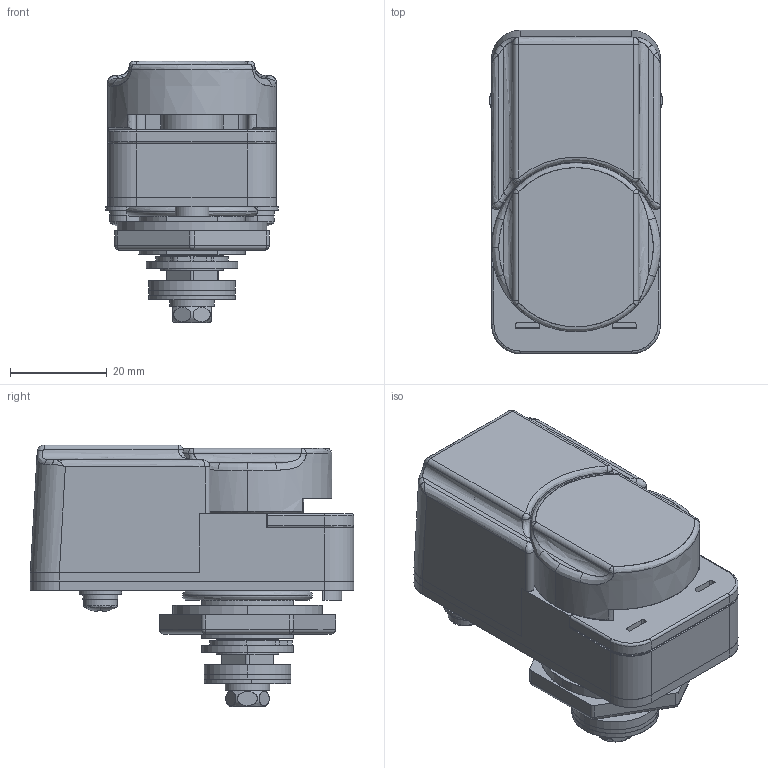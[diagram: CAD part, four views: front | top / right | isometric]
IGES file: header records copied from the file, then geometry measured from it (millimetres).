
Start section: SolidWorks IGES file using analytic representation for surfaces
Global section: file name: A-372-FS-3.IGS; native system: SolidWorks 2014; preprocessor: SolidWorks 2014; author: 1337yo; date: 170821.163923; units: millimetre
Bounding box: 35.8 x 67 x 54.3 mm (x, y, z)
Surface area: 37963.1 mm2 (no closed solid volume)
Topology: 0 solids, 0 shells, 564 faces, 7158 edges, 7147 vertices
Faces by surface type: bspline 319, revolution 245
